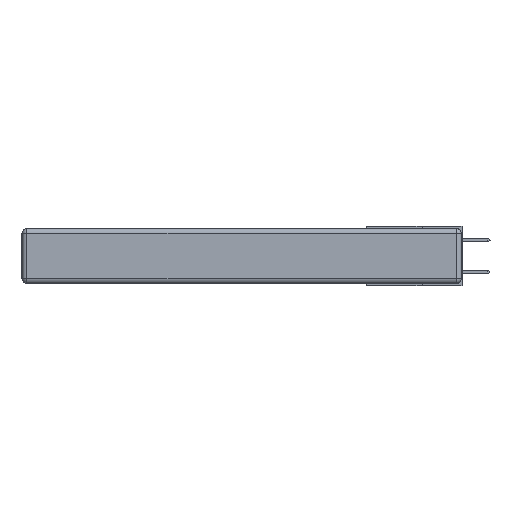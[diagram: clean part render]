
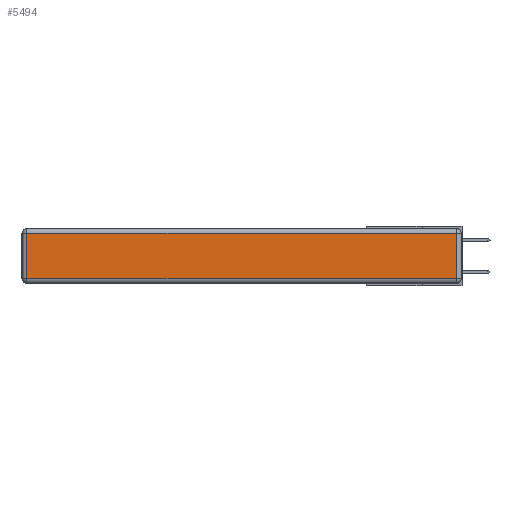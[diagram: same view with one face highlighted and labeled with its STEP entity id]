
A CAD part, left-side view. The second image highlights one B-rep face of the part: STEP entity #5494.
In plain terms, the highlighted planar face has unit normal (-1, 0, 0).
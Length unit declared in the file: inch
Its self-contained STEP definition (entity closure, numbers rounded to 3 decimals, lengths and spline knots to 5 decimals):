
#163 = VECTOR ( 'NONE', #17015, 39.37008 ) ;
#2353 = EDGE_LOOP ( 'NONE', ( #12117, #15060, #9330, #8018 ) ) ;
#3171 = PLANE ( 'NONE',  #17727 ) ;
#3255 = VECTOR ( 'NONE', #7920, 39.37008 ) ;
#3335 = CARTESIAN_POINT ( 'NONE',  ( 0., 2.72, -0.343 ) ) ;
#3738 = CARTESIAN_POINT ( 'NONE',  ( 0., 2.72, -0.313 ) ) ;
#4068 = CARTESIAN_POINT ( 'NONE',  ( 0., 0., -0.313 ) ) ;
#5494 = ADVANCED_FACE ( 'NONE', ( #11334 ), #3171, .T. ) ;
#5663 = CARTESIAN_POINT ( 'NONE',  ( 0., 0.03, -0.03 ) ) ;
#6185 = DIRECTION ( 'NONE',  ( 0., 0., -1. ) ) ;
#6203 = DIRECTION ( 'NONE',  ( -1., 0., 0. ) ) ;
#6882 = VERTEX_POINT ( 'NONE', #11868 ) ;
#6913 = VERTEX_POINT ( 'NONE', #3738 ) ;
#7030 = CARTESIAN_POINT ( 'NONE',  ( 0., 2.75, -0.03 ) ) ;
#7039 = LINE ( 'NONE', #15134, #3255 ) ;
#7080 = EDGE_CURVE ( 'NONE', #9321, #6913, #9038, .T. ) ;
#7920 = DIRECTION ( 'NONE',  ( 0., 0., 1. ) ) ;
#8018 = ORIENTED_EDGE ( 'NONE', *, *, #7080, .T. ) ;
#9038 = LINE ( 'NONE', #3335, #12849 ) ;
#9321 = VERTEX_POINT ( 'NONE', #10221 ) ;
#9330 = ORIENTED_EDGE ( 'NONE', *, *, #18289, .T. ) ;
#10221 = CARTESIAN_POINT ( 'NONE',  ( 0., 2.72, -0.03 ) ) ;
#11334 = FACE_OUTER_BOUND ( 'NONE', #2353, .T. ) ;
#11868 = CARTESIAN_POINT ( 'NONE',  ( 0., 0.03, -0.313 ) ) ;
#12117 = ORIENTED_EDGE ( 'NONE', *, *, #16904, .T. ) ;
#12849 = VECTOR ( 'NONE', #6185, 39.37008 ) ;
#13095 = DIRECTION ( 'NONE',  ( 0., 0., 1. ) ) ;
#13436 = LINE ( 'NONE', #4068, #163 ) ;
#13998 = VERTEX_POINT ( 'NONE', #5663 ) ;
#14276 = DIRECTION ( 'NONE',  ( 0., 1., 0. ) ) ;
#14796 = CARTESIAN_POINT ( 'NONE',  ( 0., 0., -0.343 ) ) ;
#14940 = LINE ( 'NONE', #7030, #16305 ) ;
#15060 = ORIENTED_EDGE ( 'NONE', *, *, #18392, .T. ) ;
#15134 = CARTESIAN_POINT ( 'NONE',  ( 0., 0.03, -0.343 ) ) ;
#16305 = VECTOR ( 'NONE', #14276, 39.37008 ) ;
#16904 = EDGE_CURVE ( 'NONE', #6913, #6882, #13436, .T. ) ;
#17015 = DIRECTION ( 'NONE',  ( 0., -1., 0. ) ) ;
#17727 = AXIS2_PLACEMENT_3D ( 'NONE', #14796, #6203, #13095 ) ;
#18289 = EDGE_CURVE ( 'NONE', #13998, #9321, #14940, .T. ) ;
#18392 = EDGE_CURVE ( 'NONE', #6882, #13998, #7039, .T. ) ;
